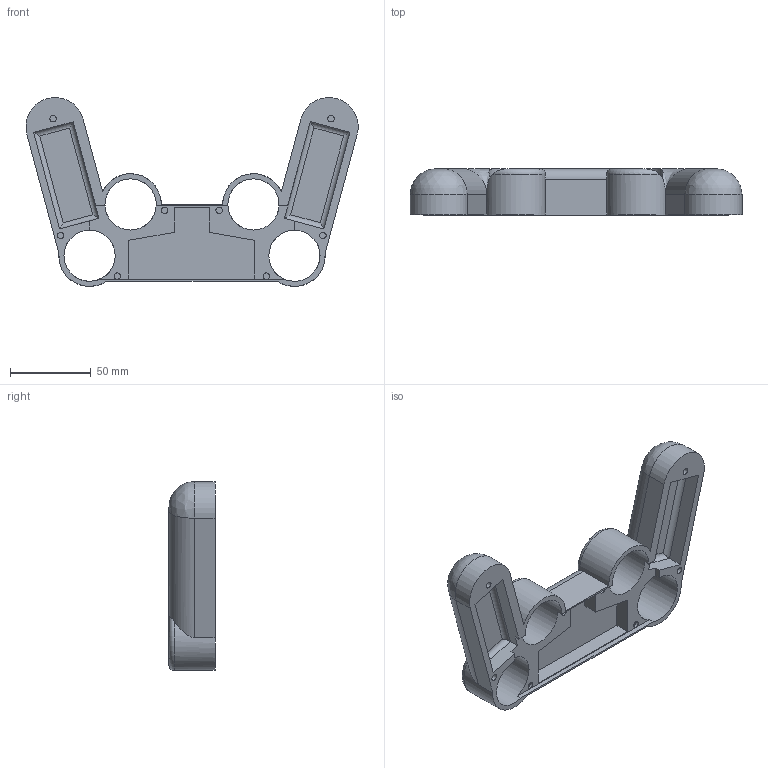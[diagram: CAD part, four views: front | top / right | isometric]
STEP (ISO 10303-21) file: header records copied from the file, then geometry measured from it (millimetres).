
FILE_DESCRIPTION(/* description */ (''),/* implementation_level */ '2;1');
FILE_NAME(/* name */ 'frame_top_1.stp',/* time_stamp */ '2026-01-25T11:22:06-08:00',/* author */ ('Koda'),/* organization */ (''),/* preprocessor_version */ 'ST-DEVELOPER v20.1',/* originating_system */ 'Autodesk Inventor 2026',/* authorisation */ '');
FILE_SCHEMA (('AUTOMOTIVE_DESIGN { 1 0 10303 214 3 1 1 }'));
Length unit declared in the file: inch
Products named in the file (1): frame
Bounding box: 205.86 x 28.57 x 117.03 mm (x, y, z)
Volume: 206231.2 mm3; surface area: 55532.8 mm2
Topology: 1 solids, 1 shells, 82 faces, 251 edges, 201 vertices
Faces by surface type: plane 42, cylinder 32, torus 4, bspline 4
Full cylindrical faces by diameter (mm): 4 x8, 31.75 x4
Entity records: 2944 total; most frequent: CARTESIAN_POINT 765, DIRECTION 442, ORIENTED_EDGE 428, EDGE_CURVE 214, AXIS2_PLACEMENT_3D 158, VERTEX_POINT 136, LINE 126, VECTOR 126
